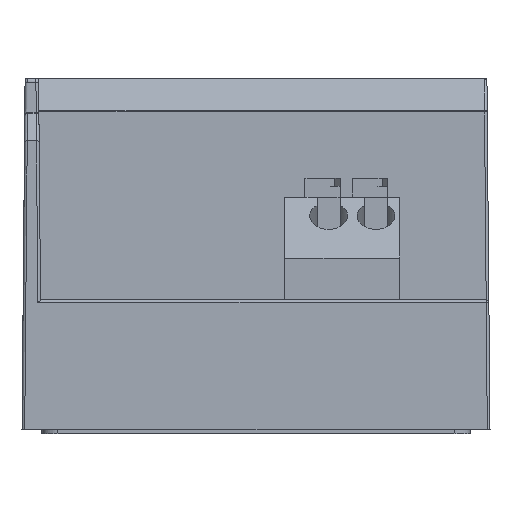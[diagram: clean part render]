
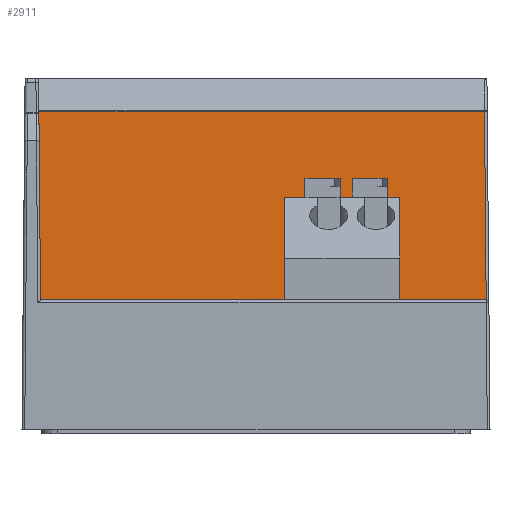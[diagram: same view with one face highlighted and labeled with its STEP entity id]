
A CAD part, left-side view. The second image highlights one B-rep face of the part: STEP entity #2911.
In plain terms, the highlighted planar face has unit normal (-1, 0, 0.009).
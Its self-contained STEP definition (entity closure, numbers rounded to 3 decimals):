
#2911=ADVANCED_FACE('',(#6773),#6775,.F.);
#6773=FACE_BOUND('',#6774,.T.);
#6774=EDGE_LOOP('',(#10541,#10542,#10543,#10544));
#6775=PLANE('',#6776);
#6776=AXIS2_PLACEMENT_3D('',#6777,#6778,#6779);
#6777=CARTESIAN_POINT('',(-29.34,-24.925,26.3));
#6778=DIRECTION('',(1.,0.,-0.009));
#6779=DIRECTION('',(-0.009,0.,-1.));
#10541=ORIENTED_EDGE('',*,*,#12678,.T.);
#10542=ORIENTED_EDGE('',*,*,#12679,.T.);
#10543=ORIENTED_EDGE('',*,*,#12680,.F.);
#10544=ORIENTED_EDGE('',*,*,#12400,.F.);
#12400=EDGE_CURVE('',#14522,#14524,#14525,.T.);
#12678=EDGE_CURVE('',#14522,#14989,#14990,.T.);
#12679=EDGE_CURVE('',#14989,#14991,#14992,.T.);
#12680=EDGE_CURVE('',#14524,#14991,#14993,.T.);
#14522=VERTEX_POINT('',#18667);
#14524=VERTEX_POINT('',#18672);
#14525=LINE('',#18673,#18674);
#14989=VERTEX_POINT('',#19758);
#14990=LINE('',#19759,#19760);
#14991=VERTEX_POINT('',#19762);
#14992=LINE('',#19763,#19764);
#14993=LINE('',#19766,#19767);
#18667=CARTESIAN_POINT('',(-29.483,-17.016,9.9));
#18672=CARTESIAN_POINT('',(-29.483,15.93,9.9));
#18673=CARTESIAN_POINT('',(-29.483,-17.016,9.9));
#18674=VECTOR('',#18675,1.);
#18675=DIRECTION('',(0.,1.,0.));
#19758=CARTESIAN_POINT('',(-29.362,-16.895,23.797));
#19759=CARTESIAN_POINT('',(-29.483,-17.016,9.9));
#19760=VECTOR('',#19761,1.);
#19761=DIRECTION('',(0.009,0.009,1.));
#19762=CARTESIAN_POINT('',(-29.362,16.051,23.797));
#19763=CARTESIAN_POINT('',(-29.362,-16.895,23.797));
#19764=VECTOR('',#19765,1.);
#19765=DIRECTION('',(0.,1.,0.));
#19766=CARTESIAN_POINT('',(-29.483,15.93,9.9));
#19767=VECTOR('',#19768,1.);
#19768=DIRECTION('',(0.009,0.009,1.));
